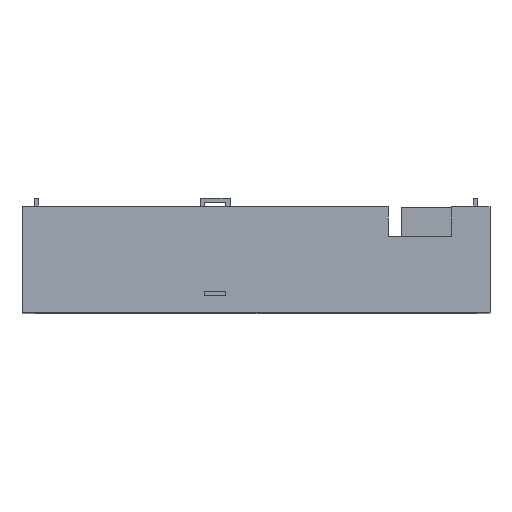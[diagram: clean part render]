
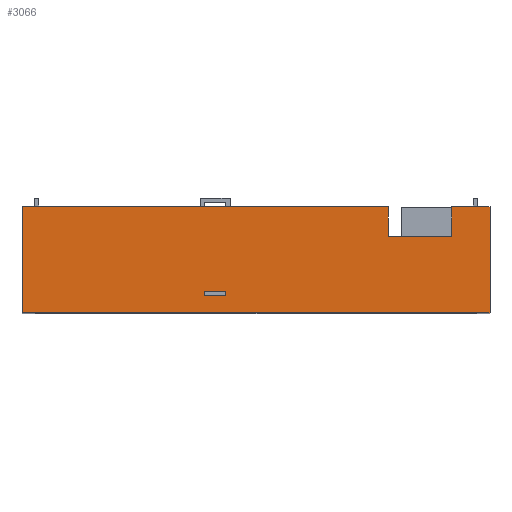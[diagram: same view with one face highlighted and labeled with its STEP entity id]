
A CAD part, top view. The second image highlights one B-rep face of the part: STEP entity #3066.
In plain terms, the highlighted planar face has unit normal (0, 0, 1).
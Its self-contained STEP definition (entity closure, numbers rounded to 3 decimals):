
#10 = CARTESIAN_POINT ( 'NONE',  ( 0., 0., 108.87 ) ) ;
#49 = VECTOR ( 'NONE', #1996, 1000. ) ;
#90 = EDGE_CURVE ( 'NONE', #3126, #973, #3145, .T. ) ;
#117 = DIRECTION ( 'NONE',  ( 1., 0., 0. ) ) ;
#188 = ORIENTED_EDGE ( 'NONE', *, *, #90, .T. ) ;
#228 = VECTOR ( 'NONE', #2433, 1000. ) ;
#266 = DIRECTION ( 'NONE',  ( -1., 0., 0. ) ) ;
#272 = LINE ( 'NONE', #10, #332 ) ;
#332 = VECTOR ( 'NONE', #2529, 1000. ) ;
#417 = EDGE_CURVE ( 'NONE', #973, #742, #1587, .T. ) ;
#441 = VERTEX_POINT ( 'NONE', #1118 ) ;
#547 = ORIENTED_EDGE ( 'NONE', *, *, #1293, .T. ) ;
#669 = CARTESIAN_POINT ( 'NONE',  ( 101.14, 18., 108.87 ) ) ;
#690 = DIRECTION ( 'NONE',  ( 1., 0., 0. ) ) ;
#691 = ORIENTED_EDGE ( 'NONE', *, *, #1602, .T. ) ;
#711 = VERTEX_POINT ( 'NONE', #2597 ) ;
#734 = DIRECTION ( 'NONE',  ( 0., 1., 0. ) ) ;
#742 = VERTEX_POINT ( 'NONE', #2369 ) ;
#804 = DIRECTION ( 'NONE',  ( 0., -1., 0. ) ) ;
#808 = ORIENTED_EDGE ( 'NONE', *, *, #417, .T. ) ;
#824 = CARTESIAN_POINT ( 'NONE',  ( 110.14, 25., 108.87 ) ) ;
#869 = CARTESIAN_POINT ( 'NONE',  ( 110.14, 0., 108.87 ) ) ;
#935 = CARTESIAN_POINT ( 'NONE',  ( 48., 25., 108.87 ) ) ;
#956 = VECTOR ( 'NONE', #1097, 1000. ) ;
#963 = ORIENTED_EDGE ( 'NONE', *, *, #1009, .T. ) ;
#973 = VERTEX_POINT ( 'NONE', #1275 ) ;
#1009 = EDGE_CURVE ( 'NONE', #1694, #3190, #272, .T. ) ;
#1019 = CARTESIAN_POINT ( 'NONE',  ( 86.14, 18., 108.87 ) ) ;
#1027 = LINE ( 'NONE', #1055, #2591 ) ;
#1051 = FACE_BOUND ( 'NONE', #1593, .T. ) ;
#1055 = CARTESIAN_POINT ( 'NONE',  ( 101.14, 25., 108.87 ) ) ;
#1065 = PLANE ( 'NONE',  #1330 ) ;
#1069 = EDGE_LOOP ( 'NONE', ( #691, #1714, #1473, #547, #963, #3210, #2463, #2168 ) ) ;
#1097 = DIRECTION ( 'NONE',  ( 1., 0., 0. ) ) ;
#1118 = CARTESIAN_POINT ( 'NONE',  ( 86.14, 25., 108.87 ) ) ;
#1151 = LINE ( 'NONE', #1386, #3180 ) ;
#1185 = DIRECTION ( 'NONE',  ( 0., -1., 0. ) ) ;
#1267 = VECTOR ( 'NONE', #2881, 1000. ) ;
#1275 = CARTESIAN_POINT ( 'NONE',  ( 43., 5., 108.87 ) ) ;
#1293 = EDGE_CURVE ( 'NONE', #1895, #1694, #1961, .T. ) ;
#1316 = FACE_OUTER_BOUND ( 'NONE', #1069, .T. ) ;
#1322 = VECTOR ( 'NONE', #117, 1000. ) ;
#1328 = VERTEX_POINT ( 'NONE', #669 ) ;
#1330 = AXIS2_PLACEMENT_3D ( 'NONE', #2325, #2553, #266 ) ;
#1333 = EDGE_CURVE ( 'NONE', #711, #1419, #2955, .T. ) ;
#1373 = CARTESIAN_POINT ( 'NONE',  ( 48., 4., 108.87 ) ) ;
#1386 = CARTESIAN_POINT ( 'NONE',  ( 0., 18., 108.87 ) ) ;
#1419 = VERTEX_POINT ( 'NONE', #824 ) ;
#1473 = ORIENTED_EDGE ( 'NONE', *, *, #3209, .F. ) ;
#1503 = CARTESIAN_POINT ( 'NONE',  ( 0., 0., 108.87 ) ) ;
#1567 = EDGE_CURVE ( 'NONE', #1419, #3190, #1905, .T. ) ;
#1587 = LINE ( 'NONE', #2343, #1322 ) ;
#1593 = EDGE_LOOP ( 'NONE', ( #3098, #188, #808, #1735 ) ) ;
#1602 = EDGE_CURVE ( 'NONE', #1328, #2094, #1151, .T. ) ;
#1632 = LINE ( 'NONE', #1852, #956 ) ;
#1683 = CARTESIAN_POINT ( 'NONE',  ( 43., 25., 108.87 ) ) ;
#1694 = VERTEX_POINT ( 'NONE', #1503 ) ;
#1696 = VECTOR ( 'NONE', #734, 1000. ) ;
#1697 = DIRECTION ( 'NONE',  ( 0., -1., 0. ) ) ;
#1714 = ORIENTED_EDGE ( 'NONE', *, *, #2947, .T. ) ;
#1719 = LINE ( 'NONE', #2017, #1696 ) ;
#1735 = ORIENTED_EDGE ( 'NONE', *, *, #2043, .T. ) ;
#1852 = CARTESIAN_POINT ( 'NONE',  ( 0., 25., 108.87 ) ) ;
#1895 = VERTEX_POINT ( 'NONE', #2341 ) ;
#1905 = LINE ( 'NONE', #2898, #1925 ) ;
#1925 = VECTOR ( 'NONE', #1185, 1000. ) ;
#1961 = LINE ( 'NONE', #2973, #228 ) ;
#1996 = DIRECTION ( 'NONE',  ( -1., 0., 0. ) ) ;
#2010 = CARTESIAN_POINT ( 'NONE',  ( 0., 25., 108.87 ) ) ;
#2017 = CARTESIAN_POINT ( 'NONE',  ( 86.14, 25., 108.87 ) ) ;
#2043 = EDGE_CURVE ( 'NONE', #742, #2416, #2195, .T. ) ;
#2094 = VERTEX_POINT ( 'NONE', #1019 ) ;
#2141 = VECTOR ( 'NONE', #690, 1000. ) ;
#2168 = ORIENTED_EDGE ( 'NONE', *, *, #2721, .T. ) ;
#2195 = LINE ( 'NONE', #935, #2354 ) ;
#2325 = CARTESIAN_POINT ( 'NONE',  ( 0., 25., 108.87 ) ) ;
#2341 = CARTESIAN_POINT ( 'NONE',  ( 0., 25., 108.87 ) ) ;
#2343 = CARTESIAN_POINT ( 'NONE',  ( 0., 5., 108.87 ) ) ;
#2354 = VECTOR ( 'NONE', #1697, 1000. ) ;
#2369 = CARTESIAN_POINT ( 'NONE',  ( 48., 5., 108.87 ) ) ;
#2416 = VERTEX_POINT ( 'NONE', #1373 ) ;
#2433 = DIRECTION ( 'NONE',  ( 0., -1., 0. ) ) ;
#2458 = LINE ( 'NONE', #2994, #49 ) ;
#2463 = ORIENTED_EDGE ( 'NONE', *, *, #1333, .F. ) ;
#2529 = DIRECTION ( 'NONE',  ( 1., 0., 0. ) ) ;
#2553 = DIRECTION ( 'NONE',  ( 0., 0., -1. ) ) ;
#2591 = VECTOR ( 'NONE', #804, 1000. ) ;
#2597 = CARTESIAN_POINT ( 'NONE',  ( 101.14, 25., 108.87 ) ) ;
#2721 = EDGE_CURVE ( 'NONE', #711, #1328, #1027, .T. ) ;
#2799 = CARTESIAN_POINT ( 'NONE',  ( 43., 4., 108.87 ) ) ;
#2881 = DIRECTION ( 'NONE',  ( 0., 1., 0. ) ) ;
#2898 = CARTESIAN_POINT ( 'NONE',  ( 110.14, 25., 108.87 ) ) ;
#2921 = EDGE_CURVE ( 'NONE', #2416, #3126, #2458, .T. ) ;
#2947 = EDGE_CURVE ( 'NONE', #2094, #441, #1719, .T. ) ;
#2955 = LINE ( 'NONE', #2010, #2141 ) ;
#2973 = CARTESIAN_POINT ( 'NONE',  ( 0., 25., 108.87 ) ) ;
#2994 = CARTESIAN_POINT ( 'NONE',  ( 0., 4., 108.87 ) ) ;
#3066 = ADVANCED_FACE ( 'NONE', ( #1051, #1316 ), #1065, .F. ) ;
#3098 = ORIENTED_EDGE ( 'NONE', *, *, #2921, .T. ) ;
#3126 = VERTEX_POINT ( 'NONE', #2799 ) ;
#3145 = LINE ( 'NONE', #1683, #1267 ) ;
#3180 = VECTOR ( 'NONE', #3200, 1000. ) ;
#3190 = VERTEX_POINT ( 'NONE', #869 ) ;
#3200 = DIRECTION ( 'NONE',  ( -1., 0., 0. ) ) ;
#3209 = EDGE_CURVE ( 'NONE', #1895, #441, #1632, .T. ) ;
#3210 = ORIENTED_EDGE ( 'NONE', *, *, #1567, .F. ) ;
